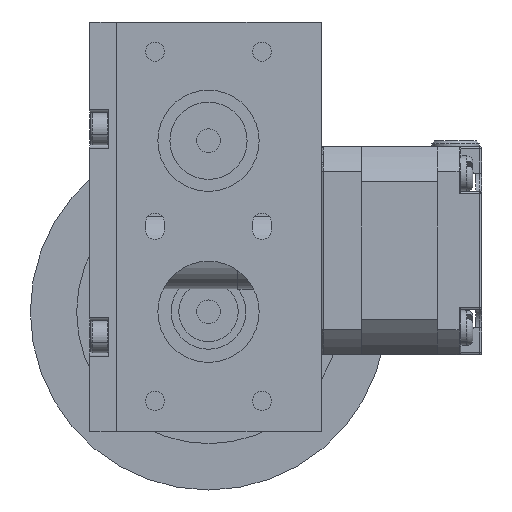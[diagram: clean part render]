
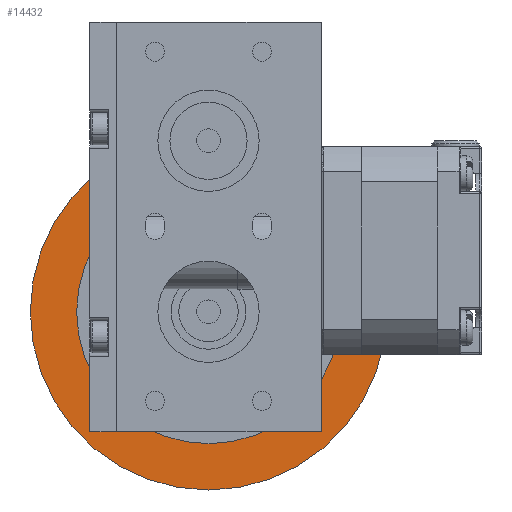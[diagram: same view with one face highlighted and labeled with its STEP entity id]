
A CAD part, front view. The second image highlights one B-rep face of the part: STEP entity #14432.
In plain terms, the highlighted planar face has unit normal (0, -1, 0).
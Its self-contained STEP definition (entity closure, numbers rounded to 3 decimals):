
#232 = CIRCLE ( 'NONE', #10337, 1.25 ) ;
#342 = VERTEX_POINT ( 'NONE', #7967 ) ;
#580 = DIRECTION ( 'NONE',  ( 0., -1., 0. ) ) ;
#608 = VERTEX_POINT ( 'NONE', #2847 ) ;
#1069 = ORIENTED_EDGE ( 'NONE', *, *, #2305, .F. ) ;
#1085 = CARTESIAN_POINT ( 'NONE',  ( 0., 7., -28.8 ) ) ;
#1247 = ORIENTED_EDGE ( 'NONE', *, *, #2435, .F. ) ;
#1248 = CARTESIAN_POINT ( 'NONE',  ( 0., 7., -28.8 ) ) ;
#1381 = FACE_BOUND ( 'NONE', #4929, .T. ) ;
#1666 = CARTESIAN_POINT ( 'NONE',  ( 15., 7., -37.3 ) ) ;
#1772 = ORIENTED_EDGE ( 'NONE', *, *, #12016, .F. ) ;
#1816 = AXIS2_PLACEMENT_3D ( 'NONE', #7088, #17831, #19767 ) ;
#1917 = VERTEX_POINT ( 'NONE', #19074 ) ;
#1965 = CARTESIAN_POINT ( 'NONE',  ( 0., 7., -32.8 ) ) ;
#1977 = DIRECTION ( 'NONE',  ( 0., -1., 0. ) ) ;
#2305 = EDGE_CURVE ( 'Defeatured_0_479+Defeatured_0_370+Defeatured_0_370+Defeatured_0_370', #3047, #6355, #9975, .T. ) ;
#2321 = EDGE_LOOP ( 'NONE', ( #5349, #9347 ) ) ;
#2435 = EDGE_CURVE ( 'Defeatured_0_477+Defeatured_0_370+Defeatured_0_370+Defeatured_0_370', #13263, #4431, #7671, .T. ) ;
#2782 = DIRECTION ( 'NONE',  ( 0., -1., 0. ) ) ;
#2784 = VERTEX_POINT ( 'NONE', #4286 ) ;
#2810 = CIRCLE ( 'NONE', #14595, 30. ) ;
#2847 = CARTESIAN_POINT ( 'NONE',  ( 0., 7., -24.8 ) ) ;
#2869 = CARTESIAN_POINT ( 'NONE',  ( 15., 7., -20.55 ) ) ;
#3047 = VERTEX_POINT ( 'NONE', #6908 ) ;
#3231 = DIRECTION ( 'NONE',  ( 0., -1., 0. ) ) ;
#3260 = ORIENTED_EDGE ( 'NONE', *, *, #14408, .F. ) ;
#3755 = EDGE_CURVE ( 'Defeatured_0_479+Defeatured_0_370+Defeatured_0_370+Defeatured_0_370', #6355, #3047, #5454, .T. ) ;
#4176 = CIRCLE ( 'NONE', #5144, 4. ) ;
#4247 = EDGE_LOOP ( 'NONE', ( #9783, #1069 ) ) ;
#4286 = CARTESIAN_POINT ( 'NONE',  ( 0., 7., -58.8 ) ) ;
#4350 = VERTEX_POINT ( 'NONE', #5550 ) ;
#4431 = VERTEX_POINT ( 'NONE', #14957 ) ;
#4503 = DIRECTION ( 'NONE',  ( 0., 0., 1. ) ) ;
#4541 = DIRECTION ( 'NONE',  ( 0., 0., 1. ) ) ;
#4929 = EDGE_LOOP ( 'NONE', ( #18292, #3260 ) ) ;
#4962 = ORIENTED_EDGE ( 'NONE', *, *, #11384, .F. ) ;
#5144 = AXIS2_PLACEMENT_3D ( 'NONE', #15030, #8980, #4503 ) ;
#5299 = FACE_BOUND ( 'NONE', #2321, .T. ) ;
#5349 = ORIENTED_EDGE ( 'NONE', *, *, #17156, .F. ) ;
#5454 = CIRCLE ( 'NONE', #14258, 1.25 ) ;
#5550 = CARTESIAN_POINT ( 'NONE',  ( 15., 7., -18.05 ) ) ;
#5802 = ORIENTED_EDGE ( 'NONE', *, *, #7204, .F. ) ;
#5811 = CIRCLE ( 'NONE', #14943, 1.25 ) ;
#5893 = VERTEX_POINT ( 'NONE', #2869 ) ;
#5894 = FACE_BOUND ( 'NONE', #7706, .T. ) ;
#6053 = AXIS2_PLACEMENT_3D ( 'NONE', #11920, #6927, #15181 ) ;
#6056 = AXIS2_PLACEMENT_3D ( 'NONE', #11485, #3231, #15682 ) ;
#6355 = VERTEX_POINT ( 'NONE', #15586 ) ;
#6499 = DIRECTION ( 'NONE',  ( 0., -1., 0. ) ) ;
#6752 = AXIS2_PLACEMENT_3D ( 'NONE', #19870, #10146, #8727 ) ;
#6806 = DIRECTION ( 'NONE',  ( 0., 0., 1. ) ) ;
#6908 = CARTESIAN_POINT ( 'NONE',  ( 15., 7., -38.55 ) ) ;
#6927 = DIRECTION ( 'NONE',  ( 0., -1., 0. ) ) ;
#7088 = CARTESIAN_POINT ( 'NONE',  ( -15., 7., -37.3 ) ) ;
#7204 = EDGE_CURVE ( 'Defeatured_0_371+Defeatured_0_370+Defeatured_0_370+Defeatured_0_370', #608, #19521, #4176, .T. ) ;
#7671 = CIRCLE ( 'NONE', #1816, 1.25 ) ;
#7706 = EDGE_LOOP ( 'NONE', ( #1247, #1772 ) ) ;
#7967 = CARTESIAN_POINT ( 'NONE',  ( -15., 7., -18.05 ) ) ;
#8184 = DIRECTION ( 'NONE',  ( 0., 0., 1. ) ) ;
#8727 = DIRECTION ( 'NONE',  ( 0., 0., 1. ) ) ;
#8843 = DIRECTION ( 'NONE',  ( 0., 0., 1. ) ) ;
#8980 = DIRECTION ( 'NONE',  ( 0., -1., 0. ) ) ;
#9012 = CIRCLE ( 'NONE', #6752, 4. ) ;
#9347 = ORIENTED_EDGE ( 'NONE', *, *, #19315, .F. ) ;
#9783 = ORIENTED_EDGE ( 'NONE', *, *, #3755, .F. ) ;
#9852 = CARTESIAN_POINT ( 'NONE',  ( 15., 7., -19.3 ) ) ;
#9975 = CIRCLE ( 'NONE', #6056, 1.25 ) ;
#10146 = DIRECTION ( 'NONE',  ( 0., -1., 0. ) ) ;
#10221 = DIRECTION ( 'NONE',  ( 0., -1., 0. ) ) ;
#10337 = AXIS2_PLACEMENT_3D ( 'NONE', #9852, #580, #6806 ) ;
#10528 = CARTESIAN_POINT ( 'NONE',  ( 15., 7., -19.3 ) ) ;
#10624 = EDGE_CURVE ( 'Defeatured_0_476+Defeatured_0_370+Defeatured_0_370+Defeatured_0_370', #342, #1917, #19695, .T. ) ;
#10866 = AXIS2_PLACEMENT_3D ( 'NONE', #11666, #16456, #17908 ) ;
#11131 = DIRECTION ( 'NONE',  ( 0., 0., 1. ) ) ;
#11272 = CIRCLE ( 'NONE', #6053, 1.25 ) ;
#11384 = EDGE_CURVE ( 'Defeatured_0_371+Defeatured_0_370+Defeatured_0_370+Defeatured_0_370', #19521, #608, #9012, .T. ) ;
#11485 = CARTESIAN_POINT ( 'NONE',  ( 15., 7., -37.3 ) ) ;
#11534 = DIRECTION ( 'NONE',  ( 0., -1., 0. ) ) ;
#11666 = CARTESIAN_POINT ( 'NONE',  ( -15., 7., -19.3 ) ) ;
#11677 = DIRECTION ( 'NONE',  ( 0., 0., 1. ) ) ;
#11861 = AXIS2_PLACEMENT_3D ( 'NONE', #10528, #2782, #11131 ) ;
#11920 = CARTESIAN_POINT ( 'NONE',  ( -15., 7., -19.3 ) ) ;
#12016 = EDGE_CURVE ( 'Defeatured_0_477+Defeatured_0_370+Defeatured_0_370+Defeatured_0_370', #4431, #13263, #5811, .T. ) ;
#12111 = CARTESIAN_POINT ( 'NONE',  ( -15., 7., -36.05 ) ) ;
#12115 = FACE_OUTER_BOUND ( 'NONE', #16516, .T. ) ;
#12433 = ORIENTED_EDGE ( 'NONE', *, *, #15858, .T. ) ;
#12689 = CARTESIAN_POINT ( 'NONE',  ( 0., 7., -28.8 ) ) ;
#13161 = FACE_BOUND ( 'NONE', #4247, .T. ) ;
#13263 = VERTEX_POINT ( 'NONE', #12111 ) ;
#13396 = ORIENTED_EDGE ( 'NONE', *, *, #15630, .T. ) ;
#13925 = AXIS2_PLACEMENT_3D ( 'NONE', #12689, #18932, #4541 ) ;
#13948 = VERTEX_POINT ( 'NONE', #15959 ) ;
#14258 = AXIS2_PLACEMENT_3D ( 'NONE', #1666, #1977, #8184 ) ;
#14408 = EDGE_CURVE ( 'Defeatured_0_476+Defeatured_0_370+Defeatured_0_370+Defeatured_0_370', #1917, #342, #11272, .T. ) ;
#14432 = ADVANCED_FACE ( 'Defeatured_0_370', ( #13161, #5299, #5894, #1381, #12115, #18268 ), #18160, .T. ) ;
#14595 = AXIS2_PLACEMENT_3D ( 'NONE', #1248, #10221, #11677 ) ;
#14943 = AXIS2_PLACEMENT_3D ( 'NONE', #17738, #6499, #16314 ) ;
#14957 = CARTESIAN_POINT ( 'NONE',  ( -15., 7., -38.55 ) ) ;
#15030 = CARTESIAN_POINT ( 'NONE',  ( 0., 7., -28.8 ) ) ;
#15181 = DIRECTION ( 'NONE',  ( 0., 0., 1. ) ) ;
#15586 = CARTESIAN_POINT ( 'NONE',  ( 15., 7., -36.05 ) ) ;
#15630 = EDGE_CURVE ( 'Defeatured_0_370+Defeatured_0_369+Defeatured_0_369+Defeatured_0_369', #13948, #2784, #19160, .T. ) ;
#15682 = DIRECTION ( 'NONE',  ( 0., 0., 1. ) ) ;
#15858 = EDGE_CURVE ( 'Defeatured_0_370+Defeatured_0_369+Defeatured_0_369+Defeatured_0_369', #2784, #13948, #2810, .T. ) ;
#15959 = CARTESIAN_POINT ( 'NONE',  ( 0., 7., 1.2 ) ) ;
#16311 = EDGE_LOOP ( 'NONE', ( #4962, #5802 ) ) ;
#16314 = DIRECTION ( 'NONE',  ( 0., 0., 1. ) ) ;
#16456 = DIRECTION ( 'NONE',  ( 0., -1., 0. ) ) ;
#16516 = EDGE_LOOP ( 'NONE', ( #12433, #13396 ) ) ;
#16760 = CIRCLE ( 'NONE', #11861, 1.25 ) ;
#17156 = EDGE_CURVE ( 'Defeatured_0_478+Defeatured_0_370+Defeatured_0_370+Defeatured_0_370', #4350, #5893, #16760, .T. ) ;
#17738 = CARTESIAN_POINT ( 'NONE',  ( -15., 7., -37.3 ) ) ;
#17831 = DIRECTION ( 'NONE',  ( 0., -1., 0. ) ) ;
#17908 = DIRECTION ( 'NONE',  ( 0., 0., 1. ) ) ;
#18160 = PLANE ( 'NONE',  #19777 ) ;
#18268 = FACE_BOUND ( 'NONE', #16311, .T. ) ;
#18292 = ORIENTED_EDGE ( 'NONE', *, *, #10624, .F. ) ;
#18932 = DIRECTION ( 'NONE',  ( 0., -1., 0. ) ) ;
#19074 = CARTESIAN_POINT ( 'NONE',  ( -15., 7., -20.55 ) ) ;
#19160 = CIRCLE ( 'NONE', #13925, 30. ) ;
#19315 = EDGE_CURVE ( 'Defeatured_0_478+Defeatured_0_370+Defeatured_0_370+Defeatured_0_370', #5893, #4350, #232, .T. ) ;
#19521 = VERTEX_POINT ( 'NONE', #1965 ) ;
#19695 = CIRCLE ( 'NONE', #10866, 1.25 ) ;
#19767 = DIRECTION ( 'NONE',  ( 0., 0., 1. ) ) ;
#19777 = AXIS2_PLACEMENT_3D ( 'NONE', #1085, #11534, #8843 ) ;
#19870 = CARTESIAN_POINT ( 'NONE',  ( 0., 7., -28.8 ) ) ;
